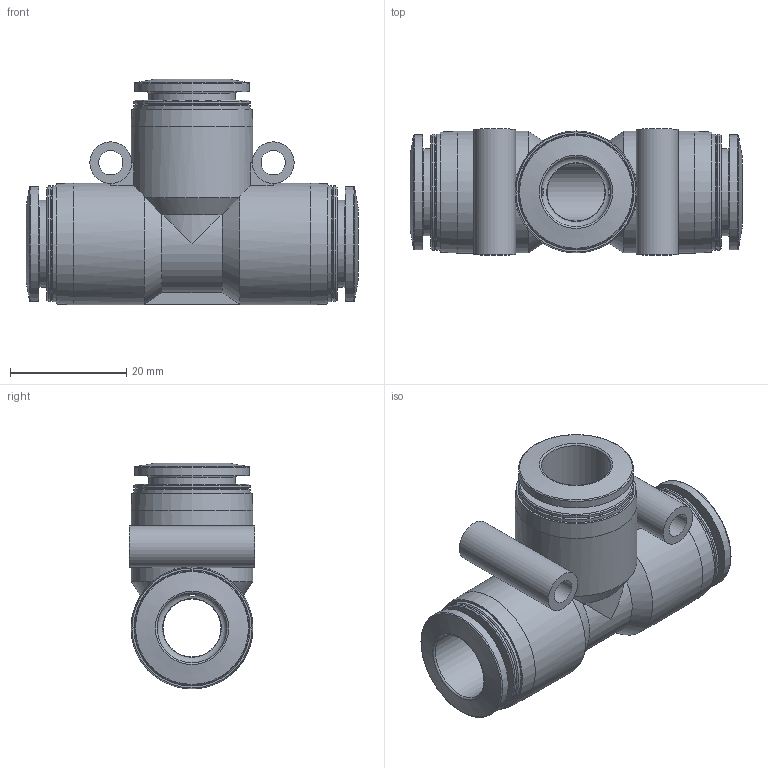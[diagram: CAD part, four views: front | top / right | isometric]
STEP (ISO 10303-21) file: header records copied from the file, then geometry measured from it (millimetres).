
FILE_DESCRIPTION(/* description */ ('STEP AP214'),/* implementation_level */ '2;1');
FILE_NAME(/* name */ '133114_NPQP-T-Q12-E-FD-P10',/* time_stamp */ '2024-09-13T07:41:06+02:00',/* author */ ('License CC BY-ND 4.0'),/* organization */ ('CADENAS'),/* preprocessor_version */ 'ST-DEVELOPER v19.3',/* originating_system */ 'PARTsolutions',/* authorisation */ ' ');
FILE_SCHEMA (('AUTOMOTIVE_DESIGN {1 0 10303 214 3 1 1}'));
Length unit declared in the file: millimetre
Products named in the file (1): 133114 NPQP-T-Q12-E-FD-P10
Bounding box: 57.2 x 21.7 x 38.9 mm (x, y, z)
Volume: 16534.9 mm3; surface area: 10492.5 mm2
Topology: 1 solids, 1 shells, 90 faces, 204 edges, 127 vertices
Faces by surface type: plane 30, cylinder 27, cone 21, torus 12
Full cylindrical faces by diameter (mm): 4.2 x2, 7.2 x2, 10 x2, 12 x3, 15 x3, 19.8 x3, 20 x6, 21 x2
Entity records: 2990 total; most frequent: CARTESIAN_POINT 479, DIRECTION 408, ORIENTED_EDGE 298, AXIS2_PLACEMENT_3D 190, EDGE_LOOP 164, FACE_BOUND 164, EDGE_CURVE 149, VERTEX_POINT 123
